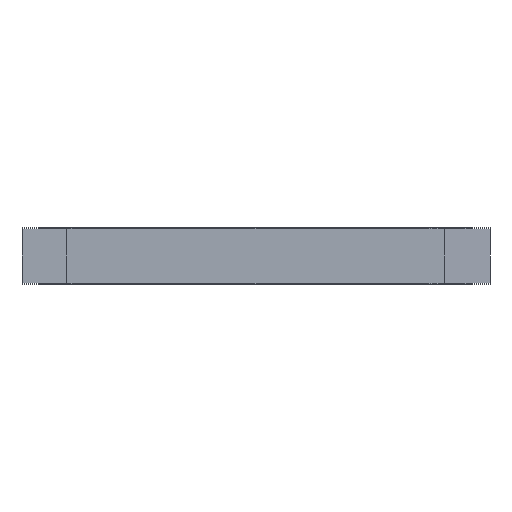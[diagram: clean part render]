
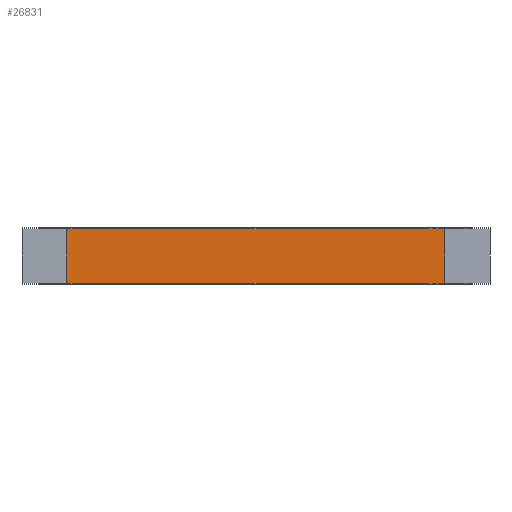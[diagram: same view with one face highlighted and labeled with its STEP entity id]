
A CAD part, front view. The second image highlights one B-rep face of the part: STEP entity #26831.
In plain terms, the highlighted planar face has unit normal (0, -1, 0).
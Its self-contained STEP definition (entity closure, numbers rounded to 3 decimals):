
#26184 = VERTEX_POINT('',#26185);
#26185 = CARTESIAN_POINT('',(100.55,-74.31,0.));
#26191 = EDGE_CURVE('',#26192,#26184,#26194,.T.);
#26192 = VERTEX_POINT('',#26193);
#26193 = CARTESIAN_POINT('',(111.05,-74.31,0.));
#26194 = LINE('',#26195,#26196);
#26195 = CARTESIAN_POINT('',(111.05,-74.31,0.));
#26196 = VECTOR('',#26197,1.);
#26197 = DIRECTION('',(-1.,0.,0.));
#26442 = VERTEX_POINT('',#26443);
#26443 = CARTESIAN_POINT('',(100.55,-74.31,1.51));
#26449 = EDGE_CURVE('',#26450,#26442,#26452,.T.);
#26450 = VERTEX_POINT('',#26451);
#26451 = CARTESIAN_POINT('',(111.05,-74.31,1.51));
#26452 = LINE('',#26453,#26454);
#26453 = CARTESIAN_POINT('',(111.05,-74.31,1.51));
#26454 = VECTOR('',#26455,1.);
#26455 = DIRECTION('',(-1.,0.,0.));
#26801 = EDGE_CURVE('',#26184,#26442,#26802,.T.);
#26802 = LINE('',#26803,#26804);
#26803 = CARTESIAN_POINT('',(100.55,-74.31,0.));
#26804 = VECTOR('',#26805,1.);
#26805 = DIRECTION('',(0.,0.,1.));
#26820 = EDGE_CURVE('',#26192,#26450,#26821,.T.);
#26821 = LINE('',#26822,#26823);
#26822 = CARTESIAN_POINT('',(111.05,-74.31,0.));
#26823 = VECTOR('',#26824,1.);
#26824 = DIRECTION('',(0.,0.,1.));
#26831 = ADVANCED_FACE('',(#26832),#26838,.T.);
#26832 = FACE_BOUND('',#26833,.T.);
#26833 = EDGE_LOOP('',(#26834,#26835,#26836,#26837));
#26834 = ORIENTED_EDGE('',*,*,#26820,.T.);
#26835 = ORIENTED_EDGE('',*,*,#26449,.T.);
#26836 = ORIENTED_EDGE('',*,*,#26801,.F.);
#26837 = ORIENTED_EDGE('',*,*,#26191,.F.);
#26838 = PLANE('',#26839);
#26839 = AXIS2_PLACEMENT_3D('',#26840,#26841,#26842);
#26840 = CARTESIAN_POINT('',(111.05,-74.31,0.));
#26841 = DIRECTION('',(0.,-1.,0.));
#26842 = DIRECTION('',(-1.,0.,0.));
